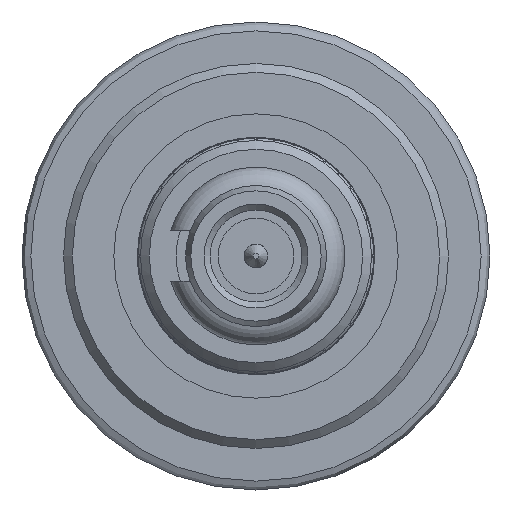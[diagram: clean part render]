
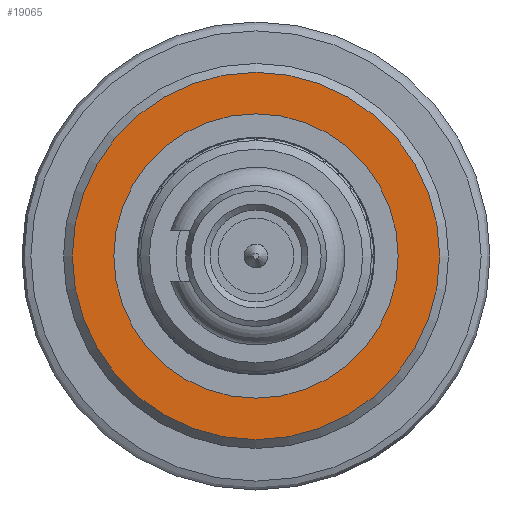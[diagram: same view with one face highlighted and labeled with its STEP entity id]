
A CAD part, front view. The second image highlights one B-rep face of the part: STEP entity #19065.
In plain terms, the highlighted planar face has unit normal (0, -1, 0).
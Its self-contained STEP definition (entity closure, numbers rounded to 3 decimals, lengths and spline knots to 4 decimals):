
#3735=PLANE('',#29285);
#9517=ORIENTED_EDGE('',*,*,#12624,.T.);
#9518=ORIENTED_EDGE('',*,*,#12625,.F.);
#12624=EDGE_CURVE('',#14232,#14232,#14462,.T.);
#12625=EDGE_CURVE('',#14233,#14233,#14463,.T.);
#14232=VERTEX_POINT('',#64172);
#14233=VERTEX_POINT('',#64175);
#14462=CIRCLE('',#29284,3.1);
#14463=CIRCLE('',#29286,2.1);
#15868=EDGE_LOOP('',(#9517));
#15869=EDGE_LOOP('',(#9518));
#17340=FACE_BOUND('',#15868,.T.);
#17341=FACE_BOUND('',#15869,.T.);
#19065=ADVANCED_FACE('',(#17340,#17341),#3735,.T.);
#29284=AXIS2_PLACEMENT_3D('',#64171,#30466,#30467);
#29285=AXIS2_PLACEMENT_3D('',#64173,#30468,#30469);
#29286=AXIS2_PLACEMENT_3D('',#64174,#30470,#30471);
#30466=DIRECTION('',(0.,-1.,0.));
#30467=DIRECTION('',(0.,0.,-1.));
#30468=DIRECTION('',(0.,-1.,0.));
#30469=DIRECTION('',(0.,0.,-1.));
#30470=DIRECTION('',(0.,-1.,0.));
#30471=DIRECTION('',(0.,0.,-1.));
#64171=CARTESIAN_POINT('',(0.,69.15,0.));
#64172=CARTESIAN_POINT('',(0.,69.15,-3.1));
#64173=CARTESIAN_POINT('',(0.,69.15,0.));
#64174=CARTESIAN_POINT('',(0.,69.15,0.));
#64175=CARTESIAN_POINT('',(0.,69.15,-2.1));
